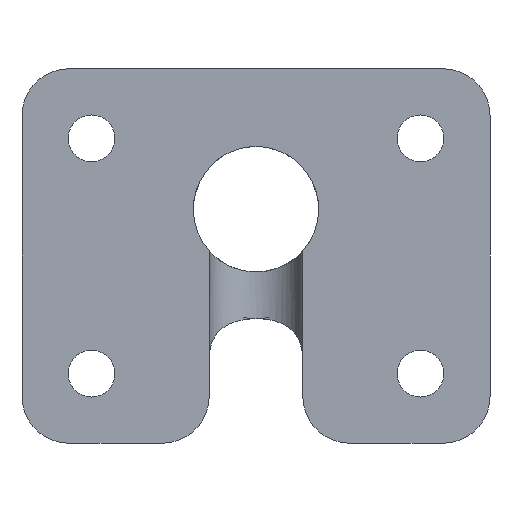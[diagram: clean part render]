
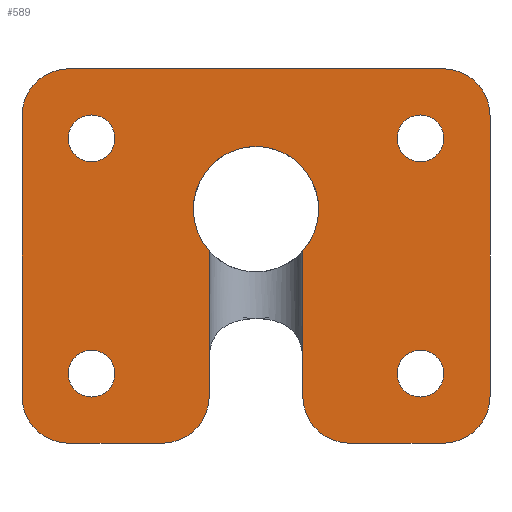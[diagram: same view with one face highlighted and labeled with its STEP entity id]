
A CAD part, front view. The second image highlights one B-rep face of the part: STEP entity #589.
In plain terms, the highlighted planar face has unit normal (0, -1, 0).
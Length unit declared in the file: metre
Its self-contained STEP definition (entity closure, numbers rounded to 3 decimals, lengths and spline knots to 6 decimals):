
#33=LINE('',#888,#64);
#40=LINE('',#1091,#71);
#41=LINE('',#1092,#72);
#42=LINE('',#1096,#73);
#43=LINE('',#1100,#74);
#44=LINE('',#1104,#75);
#45=LINE('',#1108,#76);
#64=VECTOR('',#705,1.);
#71=VECTOR('',#768,1.);
#72=VECTOR('',#769,1.);
#73=VECTOR('',#772,1.);
#74=VECTOR('',#775,1.);
#75=VECTOR('',#778,1.);
#76=VECTOR('',#781,1.);
#96=PLANE('',#656);
#173=ORIENTED_EDGE('',*,*,#286,.F.);
#174=ORIENTED_EDGE('',*,*,#325,.T.);
#175=ORIENTED_EDGE('',*,*,#326,.F.);
#176=ORIENTED_EDGE('',*,*,#315,.T.);
#177=ORIENTED_EDGE('',*,*,#327,.T.);
#178=ORIENTED_EDGE('',*,*,#328,.T.);
#179=ORIENTED_EDGE('',*,*,#329,.F.);
#180=ORIENTED_EDGE('',*,*,#330,.T.);
#181=ORIENTED_EDGE('',*,*,#331,.F.);
#182=ORIENTED_EDGE('',*,*,#332,.T.);
#183=ORIENTED_EDGE('',*,*,#333,.T.);
#184=ORIENTED_EDGE('',*,*,#334,.T.);
#185=ORIENTED_EDGE('',*,*,#335,.T.);
#186=ORIENTED_EDGE('',*,*,#336,.T.);
#187=ORIENTED_EDGE('',*,*,#301,.T.);
#188=ORIENTED_EDGE('',*,*,#337,.T.);
#189=ORIENTED_EDGE('',*,*,#338,.T.);
#190=ORIENTED_EDGE('',*,*,#299,.T.);
#286=EDGE_CURVE('',#366,#367,#33,.T.);
#299=EDGE_CURVE('',#378,#378,#428,.T.);
#301=EDGE_CURVE('',#380,#380,#430,.T.);
#315=EDGE_CURVE('',#390,#388,#434,.T.);
#325=EDGE_CURVE('',#366,#399,#438,.F.);
#326=EDGE_CURVE('',#390,#399,#40,.T.);
#327=EDGE_CURVE('',#388,#400,#41,.T.);
#328=EDGE_CURVE('',#400,#401,#439,.F.);
#329=EDGE_CURVE('',#402,#401,#42,.T.);
#330=EDGE_CURVE('',#402,#403,#440,.F.);
#331=EDGE_CURVE('',#404,#403,#43,.T.);
#332=EDGE_CURVE('',#404,#405,#441,.F.);
#333=EDGE_CURVE('',#405,#406,#44,.T.);
#334=EDGE_CURVE('',#406,#407,#442,.F.);
#335=EDGE_CURVE('',#407,#408,#45,.T.);
#336=EDGE_CURVE('',#408,#367,#443,.F.);
#337=EDGE_CURVE('',#409,#409,#444,.T.);
#338=EDGE_CURVE('',#410,#410,#445,.T.);
#366=VERTEX_POINT('',#887);
#367=VERTEX_POINT('',#889);
#378=VERTEX_POINT('',#915);
#380=VERTEX_POINT('',#920);
#388=VERTEX_POINT('',#1015);
#390=VERTEX_POINT('',#1018);
#399=VERTEX_POINT('',#1090);
#400=VERTEX_POINT('',#1093);
#401=VERTEX_POINT('',#1095);
#402=VERTEX_POINT('',#1097);
#403=VERTEX_POINT('',#1099);
#404=VERTEX_POINT('',#1101);
#405=VERTEX_POINT('',#1103);
#406=VERTEX_POINT('',#1105);
#407=VERTEX_POINT('',#1107);
#408=VERTEX_POINT('',#1109);
#409=VERTEX_POINT('',#1112);
#410=VERTEX_POINT('',#1114);
#428=CIRCLE('',#640,0.0025);
#430=CIRCLE('',#643,0.0025);
#434=CIRCLE('',#650,0.0067);
#438=CIRCLE('',#657,0.005);
#439=CIRCLE('',#658,0.005);
#440=CIRCLE('',#659,0.005);
#441=CIRCLE('',#660,0.005);
#442=CIRCLE('',#661,0.005);
#443=CIRCLE('',#662,0.005);
#444=CIRCLE('',#663,0.0025);
#445=CIRCLE('',#664,0.0025);
#476=EDGE_LOOP('',(#173,#174,#175,#176,#177,#178,#179,#180,#181,#182,#183,
#184,#185,#186));
#477=EDGE_LOOP('',(#187));
#478=EDGE_LOOP('',(#188));
#479=EDGE_LOOP('',(#189));
#480=EDGE_LOOP('',(#190));
#538=FACE_BOUND('',#476,.T.);
#539=FACE_BOUND('',#477,.T.);
#540=FACE_BOUND('',#478,.T.);
#541=FACE_BOUND('',#479,.T.);
#542=FACE_BOUND('',#480,.T.);
#589=ADVANCED_FACE('',(#538,#539,#540,#541,#542),#96,.F.);
#640=AXIS2_PLACEMENT_3D('',#914,#730,#731);
#643=AXIS2_PLACEMENT_3D('',#919,#736,#737);
#650=AXIS2_PLACEMENT_3D('',#1017,#751,#752);
#656=AXIS2_PLACEMENT_3D('',#1088,#764,#765);
#657=AXIS2_PLACEMENT_3D('',#1089,#766,#767);
#658=AXIS2_PLACEMENT_3D('',#1094,#770,#771);
#659=AXIS2_PLACEMENT_3D('',#1098,#773,#774);
#660=AXIS2_PLACEMENT_3D('',#1102,#776,#777);
#661=AXIS2_PLACEMENT_3D('',#1106,#779,#780);
#662=AXIS2_PLACEMENT_3D('',#1110,#782,#783);
#663=AXIS2_PLACEMENT_3D('',#1111,#784,#785);
#664=AXIS2_PLACEMENT_3D('',#1113,#786,#787);
#705=DIRECTION('',(-1.,0.,0.));
#730=DIRECTION('',(0.,1.,0.));
#731=DIRECTION('',(0.,0.,1.));
#736=DIRECTION('',(0.,1.,0.));
#737=DIRECTION('',(0.,0.,1.));
#751=DIRECTION('',(0.,1.,0.));
#752=DIRECTION('',(0.,0.,1.));
#764=DIRECTION('',(0.,1.,0.));
#765=DIRECTION('',(-1.,0.,0.));
#766=DIRECTION('',(0.,1.,0.));
#767=DIRECTION('',(0.,0.,1.));
#768=DIRECTION('',(0.,0.,-1.));
#769=DIRECTION('',(0.,0.,-1.));
#770=DIRECTION('',(0.,1.,0.));
#771=DIRECTION('',(0.,0.,1.));
#772=DIRECTION('',(-1.,0.,0.));
#773=DIRECTION('',(0.,1.,0.));
#774=DIRECTION('',(0.,0.,1.));
#775=DIRECTION('',(0.,0.,-1.));
#776=DIRECTION('',(0.,1.,0.));
#777=DIRECTION('',(0.,0.,1.));
#778=DIRECTION('',(-1.,0.,0.));
#779=DIRECTION('',(0.,1.,0.));
#780=DIRECTION('',(0.,0.,1.));
#781=DIRECTION('',(0.,0.,-1.));
#782=DIRECTION('',(0.,1.,0.));
#783=DIRECTION('',(0.,0.,1.));
#784=DIRECTION('',(0.,1.,0.));
#785=DIRECTION('',(0.,0.,1.));
#786=DIRECTION('',(0.,1.,0.));
#787=DIRECTION('',(0.,0.,1.));
#887=CARTESIAN_POINT('',(-0.01,0.0602,-0.025));
#888=CARTESIAN_POINT('',(0.,0.0602,-0.025));
#889=CARTESIAN_POINT('',(-0.02,0.0602,-0.025));
#914=CARTESIAN_POINT('',(0.017569,0.0602,0.007569));
#915=CARTESIAN_POINT('',(0.017569,0.0602,0.010069));
#919=CARTESIAN_POINT('',(-0.017569,0.0602,0.007569));
#920=CARTESIAN_POINT('',(-0.017569,0.0602,0.010069));
#1015=CARTESIAN_POINT('',(0.005,0.0602,-0.00446));
#1017=CARTESIAN_POINT('',(0.,0.0602,0.));
#1018=CARTESIAN_POINT('',(-0.005,0.0602,-0.00446));
#1088=CARTESIAN_POINT('',(0.,0.0602,0.0025));
#1089=CARTESIAN_POINT('',(-0.01,0.0602,-0.02));
#1090=CARTESIAN_POINT('',(-0.005,0.0602,-0.02));
#1091=CARTESIAN_POINT('',(-0.005,0.0602,0.0025));
#1092=CARTESIAN_POINT('',(0.005,0.0602,0.0025));
#1093=CARTESIAN_POINT('',(0.005,0.0602,-0.02));
#1094=CARTESIAN_POINT('',(0.01,0.0602,-0.02));
#1095=CARTESIAN_POINT('',(0.01,0.0602,-0.025));
#1096=CARTESIAN_POINT('',(0.,0.0602,-0.025));
#1097=CARTESIAN_POINT('',(0.02,0.0602,-0.025));
#1098=CARTESIAN_POINT('',(0.02,0.0602,-0.02));
#1099=CARTESIAN_POINT('',(0.025,0.0602,-0.02));
#1100=CARTESIAN_POINT('',(0.025,0.0602,-0.005));
#1101=CARTESIAN_POINT('',(0.025,0.0602,0.01));
#1102=CARTESIAN_POINT('',(0.02,0.0602,0.01));
#1103=CARTESIAN_POINT('',(0.02,0.0602,0.015));
#1104=CARTESIAN_POINT('',(0.,0.0602,0.015));
#1105=CARTESIAN_POINT('',(-0.02,0.0602,0.015));
#1106=CARTESIAN_POINT('',(-0.02,0.0602,0.01));
#1107=CARTESIAN_POINT('',(-0.025,0.0602,0.01));
#1108=CARTESIAN_POINT('',(-0.025,0.0602,-0.005));
#1109=CARTESIAN_POINT('',(-0.025,0.0602,-0.02));
#1110=CARTESIAN_POINT('',(-0.02,0.0602,-0.02));
#1111=CARTESIAN_POINT('',(-0.017569,0.0602,-0.017569));
#1112=CARTESIAN_POINT('',(-0.017569,0.0602,-0.015069));
#1113=CARTESIAN_POINT('',(0.017569,0.0602,-0.017569));
#1114=CARTESIAN_POINT('',(0.017569,0.0602,-0.015069));
